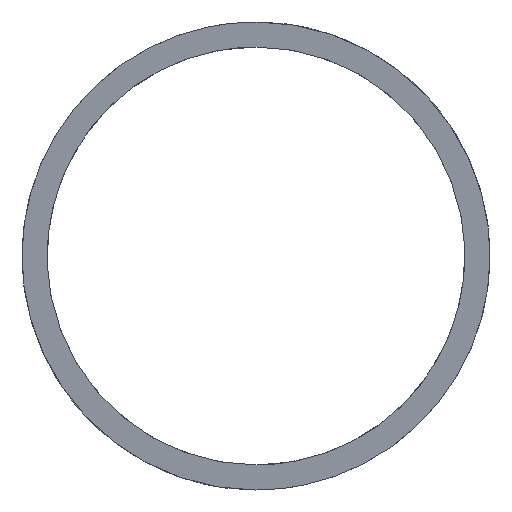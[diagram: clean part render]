
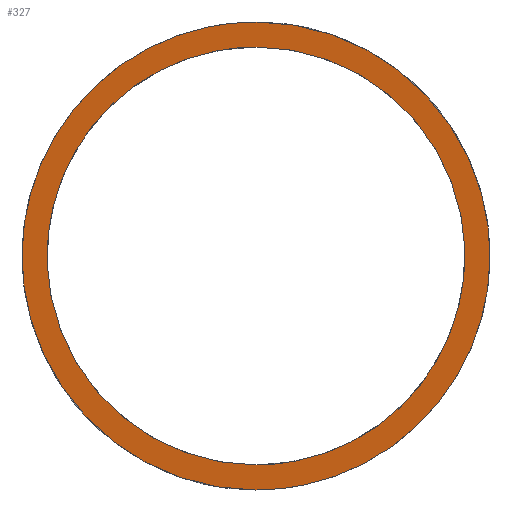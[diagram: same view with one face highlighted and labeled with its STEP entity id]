
A CAD part, front view. The second image highlights one B-rep face of the part: STEP entity #327.
In plain terms, the highlighted planar face has unit normal (0.272, -0.936, -0.222).
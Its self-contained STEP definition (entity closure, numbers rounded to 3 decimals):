
#58=CARTESIAN_POINT('Control Point',(-1924.734,-186.674,-71.643)) ;
#59=CARTESIAN_POINT('Control Point',(-1927.18,-187.385,-71.643)) ;
#60=CARTESIAN_POINT('Control Point',(-1929.588,-188.228,-71.045)) ;
#61=CARTESIAN_POINT('Control Point',(-1931.772,-189.137,-69.889)) ;
#62=CARTESIAN_POINT('Control Point',(-1934.475,-190.489,-67.501)) ;
#63=CARTESIAN_POINT('Control Point',(-1936.178,-191.727,-64.365)) ;
#64=CARTESIAN_POINT('Control Point',(-1936.611,-192.108,-63.29)) ;
#65=CARTESIAN_POINT('Control Point',(-1937.434,-193.06,-60.283)) ;
#66=CARTESIAN_POINT('Control Point',(-1937.304,-193.784,-57.066)) ;
#67=CARTESIAN_POINT('Control Point',(-1936.813,-194.116,-55.059)) ;
#68=CARTESIAN_POINT('Control Point',(-1934.879,-194.504,-51.05)) ;
#69=CARTESIAN_POINT('Control Point',(-1931.422,-194.176,-48.187)) ;
#70=CARTESIAN_POINT('Control Point',(-1929.254,-193.792,-47.147)) ;
#71=CARTESIAN_POINT('Control Point',(-1926.978,-193.249,-46.643)) ;
#72=CARTESIAN_POINT('Control Point',(-1924.734,-192.596,-46.643)) ;
#73=CARTESIAN_POINT('Vertex',(-1924.734,-186.674,-71.643)) ;
#75=CARTESIAN_POINT('Vertex',(-1924.734,-192.596,-46.643)) ;
#138=CARTESIAN_POINT('Control Point',(-1924.734,-192.596,-46.643)) ;
#139=CARTESIAN_POINT('Control Point',(-1922.288,-191.885,-46.643)) ;
#140=CARTESIAN_POINT('Control Point',(-1919.88,-191.042,-47.241)) ;
#141=CARTESIAN_POINT('Control Point',(-1917.696,-190.133,-48.397)) ;
#142=CARTESIAN_POINT('Control Point',(-1914.993,-188.781,-50.785)) ;
#143=CARTESIAN_POINT('Control Point',(-1913.29,-187.543,-53.921)) ;
#144=CARTESIAN_POINT('Control Point',(-1912.857,-187.162,-54.996)) ;
#145=CARTESIAN_POINT('Control Point',(-1912.034,-186.21,-58.003)) ;
#146=CARTESIAN_POINT('Control Point',(-1912.164,-185.486,-61.22)) ;
#147=CARTESIAN_POINT('Control Point',(-1912.655,-185.154,-63.227)) ;
#148=CARTESIAN_POINT('Control Point',(-1914.589,-184.766,-67.236)) ;
#149=CARTESIAN_POINT('Control Point',(-1918.046,-185.094,-70.099)) ;
#150=CARTESIAN_POINT('Control Point',(-1920.214,-185.478,-71.139)) ;
#151=CARTESIAN_POINT('Control Point',(-1922.49,-186.021,-71.643)) ;
#152=CARTESIAN_POINT('Control Point',(-1924.734,-186.674,-71.643)) ;
#191=CARTESIAN_POINT('Vertex',(-1924.734,-192.952,-45.143)) ;
#231=CARTESIAN_POINT('Vertex',(-1924.734,-186.318,-73.143)) ;
#235=CARTESIAN_POINT('Control Point',(-1924.734,-186.318,-73.143)) ;
#236=CARTESIAN_POINT('Control Point',(-1927.32,-187.071,-73.143)) ;
#237=CARTESIAN_POINT('Control Point',(-1929.869,-187.954,-72.546)) ;
#238=CARTESIAN_POINT('Control Point',(-1932.203,-188.907,-71.39)) ;
#239=CARTESIAN_POINT('Control Point',(-1935.157,-190.336,-68.984)) ;
#240=CARTESIAN_POINT('Control Point',(-1937.149,-191.674,-65.783)) ;
#241=CARTESIAN_POINT('Control Point',(-1937.681,-192.09,-64.678)) ;
#242=CARTESIAN_POINT('Control Point',(-1938.855,-193.221,-61.348)) ;
#243=CARTESIAN_POINT('Control Point',(-1938.959,-194.116,-57.698)) ;
#244=CARTESIAN_POINT('Control Point',(-1938.52,-194.557,-55.296)) ;
#245=CARTESIAN_POINT('Control Point',(-1937.1,-194.934,-51.959)) ;
#246=CARTESIAN_POINT('Control Point',(-1934.753,-194.891,-49.262)) ;
#247=CARTESIAN_POINT('Control Point',(-1933.904,-194.831,-48.47)) ;
#248=CARTESIAN_POINT('Control Point',(-1931.731,-194.588,-46.827)) ;
#249=CARTESIAN_POINT('Control Point',(-1929.246,-194.119,-45.755)) ;
#250=CARTESIAN_POINT('Control Point',(-1927.752,-193.782,-45.345)) ;
#251=CARTESIAN_POINT('Control Point',(-1926.236,-193.389,-45.143)) ;
#252=CARTESIAN_POINT('Control Point',(-1924.734,-192.952,-45.143)) ;
#286=CARTESIAN_POINT('Control Point',(-1924.734,-192.952,-45.143)) ;
#287=CARTESIAN_POINT('Control Point',(-1922.148,-192.199,-45.143)) ;
#288=CARTESIAN_POINT('Control Point',(-1919.599,-191.316,-45.74)) ;
#289=CARTESIAN_POINT('Control Point',(-1917.265,-190.363,-46.896)) ;
#290=CARTESIAN_POINT('Control Point',(-1914.311,-188.934,-49.302)) ;
#291=CARTESIAN_POINT('Control Point',(-1912.319,-187.596,-52.503)) ;
#292=CARTESIAN_POINT('Control Point',(-1911.787,-187.18,-53.608)) ;
#293=CARTESIAN_POINT('Control Point',(-1910.613,-186.049,-56.938)) ;
#294=CARTESIAN_POINT('Control Point',(-1910.509,-185.154,-60.588)) ;
#295=CARTESIAN_POINT('Control Point',(-1910.948,-184.713,-62.99)) ;
#296=CARTESIAN_POINT('Control Point',(-1912.368,-184.336,-66.327)) ;
#297=CARTESIAN_POINT('Control Point',(-1914.715,-184.379,-69.024)) ;
#298=CARTESIAN_POINT('Control Point',(-1915.564,-184.439,-69.816)) ;
#299=CARTESIAN_POINT('Control Point',(-1917.737,-184.682,-71.459)) ;
#300=CARTESIAN_POINT('Control Point',(-1920.222,-185.151,-72.531)) ;
#301=CARTESIAN_POINT('Control Point',(-1921.716,-185.488,-72.941)) ;
#302=CARTESIAN_POINT('Control Point',(-1923.232,-185.881,-73.143)) ;
#303=CARTESIAN_POINT('Control Point',(-1924.734,-186.318,-73.143)) ;
#314=CARTESIAN_POINT('Axis2P3D Location',(-1924.734,-189.635,-59.143)) ;
#315=DIRECTION('Axis2P3D Direction',(0.272,-0.936,-0.222)) ;
#316=DIRECTION('Axis2P3D XDirection',(0.631,0.,0.775)) ;
#317=AXIS2_PLACEMENT_3D('Plane Axis2P3D',#314,#315,#316) ;
#320=ORIENTED_EDGE('',*,*,#253,.F.) ;
#321=ORIENTED_EDGE('',*,*,#304,.F.) ;
#324=ORIENTED_EDGE('',*,*,#77,.T.) ;
#325=ORIENTED_EDGE('',*,*,#153,.T.) ;
#326=FACE_BOUND('',#323,.T.) ;
#327=ADVANCED_FACE('Corps principal',(#322,#326),#318,.T.) ;
#57=B_SPLINE_CURVE_WITH_KNOTS('',5,(#58,#59,#60,#61,#62,#63,#64,#65,#66,#67,#68,#69,#70,#71,#72),.UNSPECIFIED.,.F.,.U.,(6,3,3,3,6),(0.,18.013,26.563,40.915,57.44),.UNSPECIFIED.) ;
#137=B_SPLINE_CURVE_WITH_KNOTS('',5,(#138,#139,#140,#141,#142,#143,#144,#145,#146,#147,#148,#149,#150,#151,#152),.UNSPECIFIED.,.F.,.U.,(6,3,3,3,6),(0.,18.013,26.563,40.915,57.44),.UNSPECIFIED.) ;
#234=B_SPLINE_CURVE_WITH_KNOTS('',5,(#235,#236,#237,#238,#239,#240,#241,#242,#243,#244,#245,#246,#247,#248,#249,#250,#251,#252),.UNSPECIFIED.,.F.,.U.,(6,3,3,3,3,6),(0.,19.046,28.14,45.108,53.269,64.333),.UNSPECIFIED.) ;
#285=B_SPLINE_CURVE_WITH_KNOTS('',5,(#286,#287,#288,#289,#290,#291,#292,#293,#294,#295,#296,#297,#298,#299,#300,#301,#302,#303),.UNSPECIFIED.,.F.,.U.,(6,3,3,3,3,6),(0.,19.046,28.14,45.108,53.269,64.333),.UNSPECIFIED.) ;
#77=EDGE_CURVE('',#74,#76,#57,.T.) ;
#153=EDGE_CURVE('',#76,#74,#137,.T.) ;
#253=EDGE_CURVE('',#232,#192,#234,.T.) ;
#304=EDGE_CURVE('',#192,#232,#285,.T.) ;
#319=EDGE_LOOP('',(#320,#321)) ;
#323=EDGE_LOOP('',(#324,#325)) ;
#322=FACE_OUTER_BOUND('',#319,.T.) ;
#318=PLANE('Plane',#317) ;
#74=VERTEX_POINT('',#73) ;
#76=VERTEX_POINT('',#75) ;
#192=VERTEX_POINT('',#191) ;
#232=VERTEX_POINT('',#231) ;
